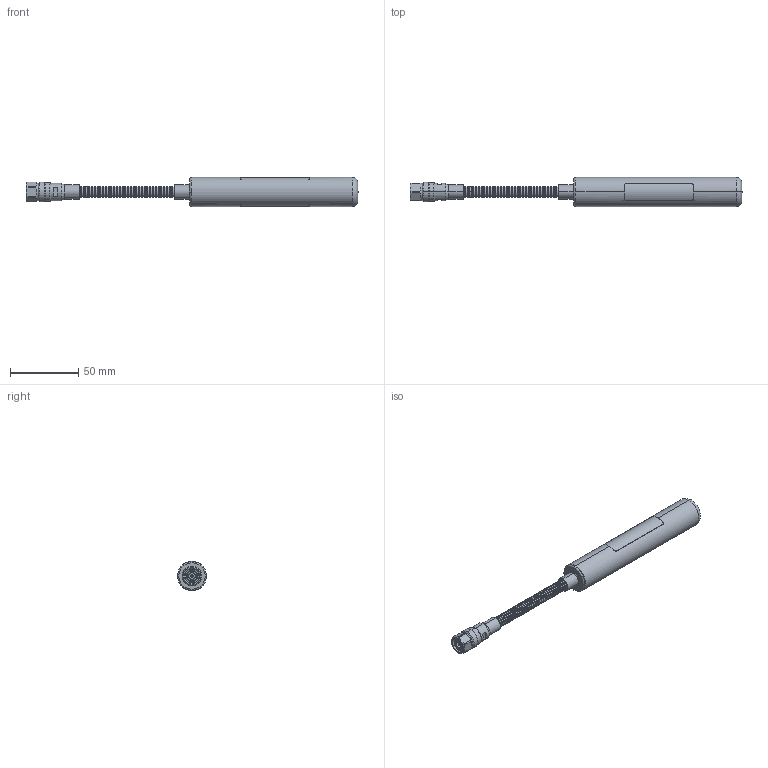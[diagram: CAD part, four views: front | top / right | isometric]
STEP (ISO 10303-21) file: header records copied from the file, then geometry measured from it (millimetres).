
FILE_DESCRIPTION (( 'STEP AP214' ), '1' );
FILE_NAME ('Gooseneck_Antenna_Length245mm_Shape_3D.STEP', '2025-11-04T10:54:12', ( '' ), ( '' ), 'SwSTEP 2.0', 'SolidWorks 2025', '' );
FILE_SCHEMA (( 'AUTOMOTIVE_DESIGN' ));
Length unit declared in the file: millimetre
Products named in the file (1): Gooseneck_Antenna_Length245mm_Shape_3D
Bounding box: 243.53 x 21.34 x 21.34 mm (x, y, z)
Volume: 51977.6 mm3; surface area: 14271.8 mm2
Topology: 1 solids, 1 shells, 428 faces, 912 edges, 570 vertices
Faces by surface type: cylinder 146, plane 122, torus 90, cone 70
Entity records: 12087 total; most frequent: CARTESIAN_POINT 2431, DIRECTION 2278, ORIENTED_EDGE 1824, AXIS2_PLACEMENT_3D 1025, EDGE_CURVE 912, CIRCLE 596, VERTEX_POINT 570, EDGE_LOOP 512
